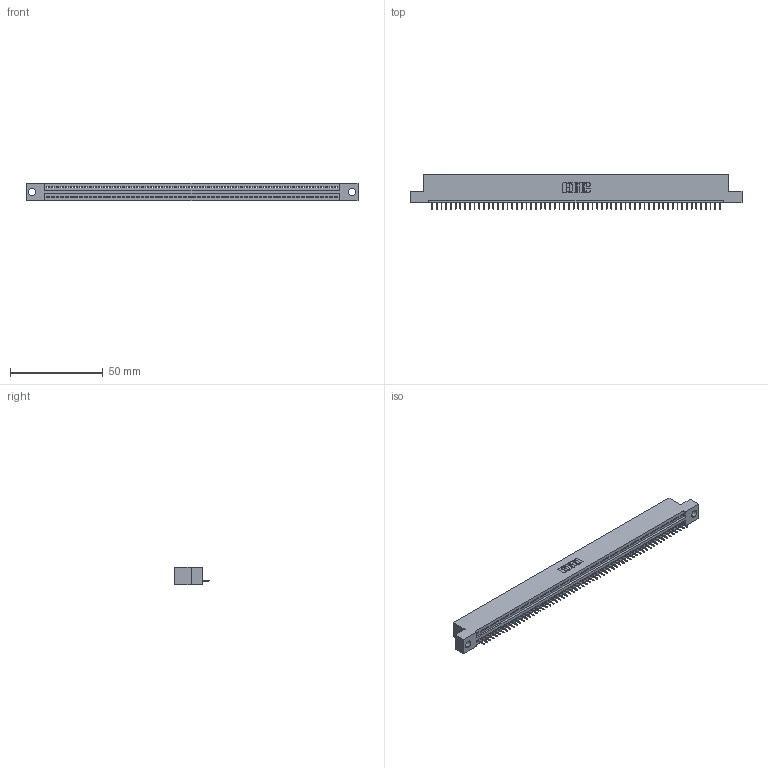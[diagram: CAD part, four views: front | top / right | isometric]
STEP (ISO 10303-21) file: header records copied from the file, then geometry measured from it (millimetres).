
FILE_DESCRIPTION (( 'STEP AP203' ), '1' );
FILE_NAME ('345-062-525-104.STEP', '2020-09-20T23:40:42', ( '' ), ( '' ), 'SwSTEP 2.0', 'SolidWorks 2020', '' );
FILE_SCHEMA (( 'CONFIG_CONTROL_DESIGN' ));
Length unit declared in the file: inch
Products named in the file (3): 345-062-525-104; 345-292-001_345-293-125; 345 Part_Flush Mounting Lugs - 0.156 Dia-TH
Assembly tree (63 placements, depth 2):
  345-062-525-104
    345 Part_Flush Mounting Lugs - 0.156 Dia-TH
    345-292-001_345-293-125  x62
Bounding box: 178.69 x 18.72 x 9.4 mm (x, y, z)
Volume: 16794.9 mm3; surface area: 21555.3 mm2
Topology: 63 solids, 63 shells, 3970 faces, 11501 edges, 7418 vertices
Faces by surface type: plane 2932, cylinder 1038
Entity records: 44047 total; most frequent: CARTESIAN_POINT 7634, ORIENTED_EDGE 7630, DIRECTION 6639, EDGE_CURVE 3815, LINE 3439, VECTOR 3439, VERTEX_POINT 2538, AXIS2_PLACEMENT_3D 1600
